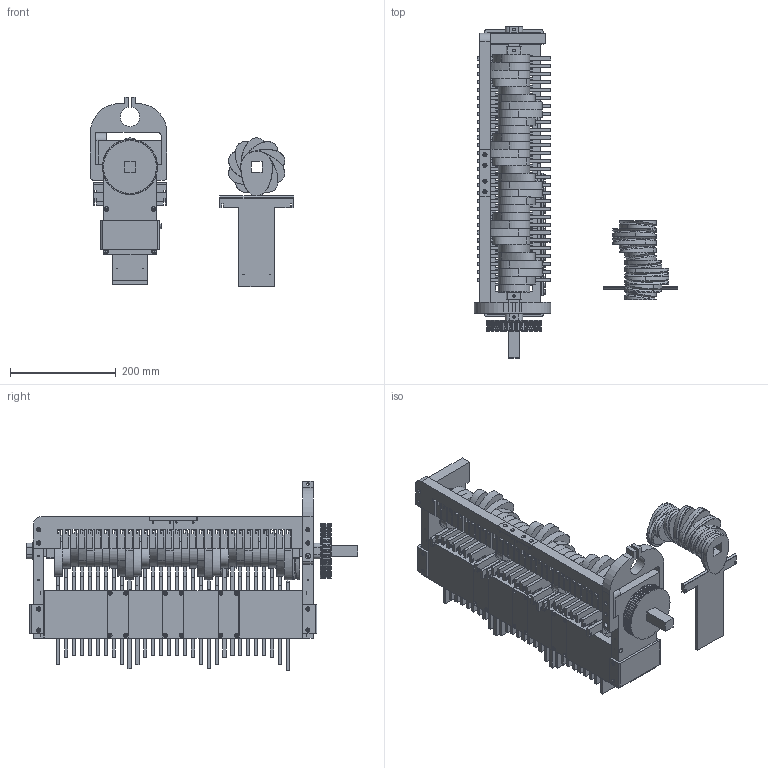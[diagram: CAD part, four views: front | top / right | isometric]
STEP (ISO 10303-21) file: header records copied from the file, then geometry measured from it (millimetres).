
FILE_DESCRIPTION(/* description */ (''),/* implementation_level */ '2;1');
FILE_NAME(/* name */ 'fa1cba76-1953-40ea-ad04-47bee6e7ae67.stp',/* time_stamp */ '2023-02-04T21:26:11Z',/* author */ (''),/* organization */ (''),/* preprocessor_version */ 'ST-DEVELOPER v19.2',/* originating_system */ 'Autodesk Translation Framework v11.17.0.187',/* authorisation */ '');
FILE_SCHEMA (('AUTOMOTIVE_DESIGN { 1 0 10303 214 3 1 1 }'));
Products named in the file (5): WaveDriveV2; camshaft; toast (1) (1); cam2; chassis
Assembly tree (4 placements, depth 2):
  WaveDriveV2
    camshaft
    toast (1) (1)
    cam2
    chassis
Bounding box: 385 x 629 x 359 mm (x, y, z)
Volume: 8531082.8 mm3; surface area: 2483499.3 mm2
Topology: 97 solids, 97 shells, 2387 faces, 5998 edges, 3952 vertices
Faces by surface type: plane 1877, cylinder 327, cone 113, bspline 70
Full cylindrical faces by diameter (mm): 2.8 x116, 3.8 x8, 4 x51, 4.5 x10, 9 x8, 10 x20, 29.8 x2, 30 x2, 31.5 x2, 35 x2, 37 x2, 37.5 x2, 105 x2
Entity records: 73964 total; most frequent: CARTESIAN_POINT 16054, ORIENTED_EDGE 11996, DIRECTION 11280, EDGE_CURVE 5998, LINE 4796, VECTOR 4796, VERTEX_POINT 3952, AXIS2_PLACEMENT_3D 3242
